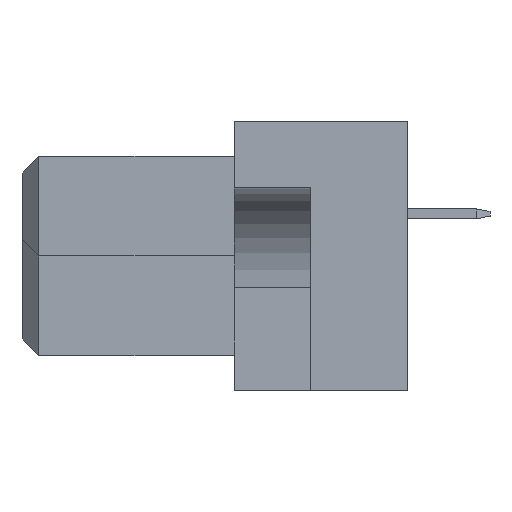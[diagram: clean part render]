
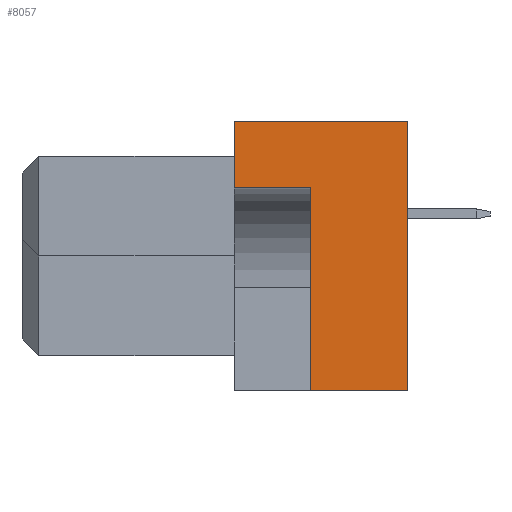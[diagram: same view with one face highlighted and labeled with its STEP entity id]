
A CAD part, left-side view. The second image highlights one B-rep face of the part: STEP entity #8057.
In plain terms, the highlighted planar face has unit normal (-1, 0, 0).
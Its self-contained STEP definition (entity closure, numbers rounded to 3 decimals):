
#244 = CARTESIAN_POINT ( 'NONE',  ( -27.5, 0., 4.05 ) ) ;
#260 = VECTOR ( 'NONE', #3851, 1000. ) ;
#492 = DIRECTION ( 'NONE',  ( 0., 0., -1. ) ) ;
#594 = CARTESIAN_POINT ( 'NONE',  ( -27.5, 5.2, 4.05 ) ) ;
#885 = CARTESIAN_POINT ( 'NONE',  ( -27.5, 5.2, 4.05 ) ) ;
#1163 = VERTEX_POINT ( 'NONE', #4347 ) ;
#1277 = LINE ( 'NONE', #4520, #260 ) ;
#1305 = VECTOR ( 'NONE', #6244, 1000. ) ;
#1386 = ORIENTED_EDGE ( 'NONE', *, *, #6217, .F. ) ;
#1412 = EDGE_LOOP ( 'NONE', ( #4581, #8716, #1386, #9081, #5313, #2532 ) ) ;
#1603 = CARTESIAN_POINT ( 'NONE',  ( -27.5, 5.2, 4.05 ) ) ;
#1621 = FACE_OUTER_BOUND ( 'NONE', #1412, .T. ) ;
#1815 = VERTEX_POINT ( 'NONE', #594 ) ;
#1861 = DIRECTION ( 'NONE',  ( 0., 0., 1. ) ) ;
#2426 = LINE ( 'NONE', #244, #5746 ) ;
#2532 = ORIENTED_EDGE ( 'NONE', *, *, #9841, .F. ) ;
#3113 = CARTESIAN_POINT ( 'NONE',  ( -27.5, 5.2, 2.05 ) ) ;
#3309 = EDGE_CURVE ( 'NONE', #12390, #4616, #2426, .T. ) ;
#3647 = LINE ( 'NONE', #1603, #6235 ) ;
#3802 = PLANE ( 'NONE',  #10712 ) ;
#3817 = CARTESIAN_POINT ( 'NONE',  ( -27.5, 5.2, -4.05 ) ) ;
#3851 = DIRECTION ( 'NONE',  ( 0., 1., 0. ) ) ;
#3972 = LINE ( 'NONE', #13750, #6452 ) ;
#4347 = CARTESIAN_POINT ( 'NONE',  ( -27.5, 2.9, -4.05 ) ) ;
#4520 = CARTESIAN_POINT ( 'NONE',  ( -27.5, 2.9, 2.05 ) ) ;
#4581 = ORIENTED_EDGE ( 'NONE', *, *, #7228, .F. ) ;
#4616 = VERTEX_POINT ( 'NONE', #12209 ) ;
#4748 = VERTEX_POINT ( 'NONE', #3113 ) ;
#5313 = ORIENTED_EDGE ( 'NONE', *, *, #3309, .T. ) ;
#5629 = EDGE_CURVE ( 'NONE', #11711, #4748, #1277, .T. ) ;
#5746 = VECTOR ( 'NONE', #9614, 1000. ) ;
#6217 = EDGE_CURVE ( 'NONE', #1163, #11711, #3972, .T. ) ;
#6235 = VECTOR ( 'NONE', #13420, 1000. ) ;
#6244 = DIRECTION ( 'NONE',  ( 0., -1., 0. ) ) ;
#6314 = LINE ( 'NONE', #885, #1305 ) ;
#6452 = VECTOR ( 'NONE', #1861, 1000. ) ;
#7228 = EDGE_CURVE ( 'NONE', #4748, #1815, #3647, .T. ) ;
#7566 = CARTESIAN_POINT ( 'NONE',  ( -27.5, 2.9, 2.05 ) ) ;
#7587 = CARTESIAN_POINT ( 'NONE',  ( -27.5, 0., -4.05 ) ) ;
#8057 = ADVANCED_FACE ( 'NONE', ( #1621 ), #3802, .F. ) ;
#8096 = DIRECTION ( 'NONE',  ( 1., 0., 0. ) ) ;
#8109 = DIRECTION ( 'NONE',  ( 0., -1., 0. ) ) ;
#8716 = ORIENTED_EDGE ( 'NONE', *, *, #5629, .F. ) ;
#9081 = ORIENTED_EDGE ( 'NONE', *, *, #10201, .T. ) ;
#9224 = CARTESIAN_POINT ( 'NONE',  ( -27.5, 5.2, 4.05 ) ) ;
#9614 = DIRECTION ( 'NONE',  ( 0., 0., 1. ) ) ;
#9841 = EDGE_CURVE ( 'NONE', #1815, #4616, #6314, .T. ) ;
#10201 = EDGE_CURVE ( 'NONE', #1163, #12390, #13455, .T. ) ;
#10712 = AXIS2_PLACEMENT_3D ( 'NONE', #9224, #8096, #492 ) ;
#11711 = VERTEX_POINT ( 'NONE', #7566 ) ;
#12209 = CARTESIAN_POINT ( 'NONE',  ( -27.5, 0., 4.05 ) ) ;
#12390 = VERTEX_POINT ( 'NONE', #7587 ) ;
#13420 = DIRECTION ( 'NONE',  ( 0., 0., 1. ) ) ;
#13455 = LINE ( 'NONE', #3817, #13668 ) ;
#13668 = VECTOR ( 'NONE', #8109, 1000. ) ;
#13750 = CARTESIAN_POINT ( 'NONE',  ( -27.5, 2.9, 2.05 ) ) ;
